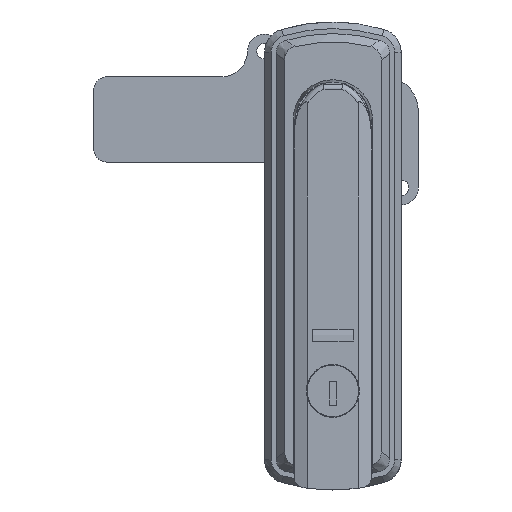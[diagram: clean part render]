
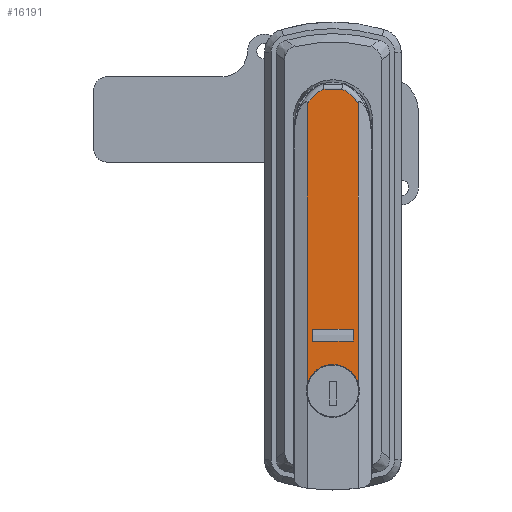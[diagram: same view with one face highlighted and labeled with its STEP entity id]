
A CAD part, top view. The second image highlights one B-rep face of the part: STEP entity #16191.
In plain terms, the highlighted planar face has unit normal (0, 0, 1).
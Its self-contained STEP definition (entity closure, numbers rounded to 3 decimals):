
#111 = ORIENTED_EDGE ( 'NONE', *, *, #6401, .F. ) ;
#302 = CARTESIAN_POINT ( 'NONE',  ( -7.45, 4.565, 5. ) ) ;
#423 = CARTESIAN_POINT ( 'NONE',  ( -6., -64.9, 5. ) ) ;
#694 = LINE ( 'NONE', #12428, #1315 ) ;
#890 = VERTEX_POINT ( 'NONE', #13520 ) ;
#1012 = EDGE_LOOP ( 'NONE', ( #16331, #3723, #12816, #16299, #7485, #19773 ) ) ;
#1121 = CARTESIAN_POINT ( 'NONE',  ( 5.784, 6.721, 5. ) ) ;
#1196 = LINE ( 'NONE', #16114, #12202 ) ;
#1315 = VECTOR ( 'NONE', #7193, 1000. ) ;
#1447 = CARTESIAN_POINT ( 'NONE',  ( 11.25, -108.5, 5. ) ) ;
#1702 = CARTESIAN_POINT ( 'NONE',  ( -5.174, 7.275, 5. ) ) ;
#1807 = CARTESIAN_POINT ( 'NONE',  ( -2.6, 8.832, 5. ) ) ;
#2119 = CARTESIAN_POINT ( 'NONE',  ( -4.524, 7.789, 5. ) ) ;
#2291 = ORIENTED_EDGE ( 'NONE', *, *, #12649, .F. ) ;
#2300 = CARTESIAN_POINT ( 'NONE',  ( 2.6, 8.832, 5. ) ) ;
#2345 = CARTESIAN_POINT ( 'NONE',  ( -7.45, -108.5, 5. ) ) ;
#2833 = DIRECTION ( 'NONE',  ( 0., 0., 1. ) ) ;
#3153 = VERTEX_POINT ( 'NONE', #9393 ) ;
#3723 = ORIENTED_EDGE ( 'NONE', *, *, #6583, .F. ) ;
#3999 = CARTESIAN_POINT ( 'NONE',  ( 4.536, 7.796, 5. ) ) ;
#4128 = ORIENTED_EDGE ( 'NONE', *, *, #5968, .F. ) ;
#4823 = CARTESIAN_POINT ( 'NONE',  ( 7.45, 4.565, 5. ) ) ;
#5176 = DIRECTION ( 'NONE',  ( -1., 0., 0. ) ) ;
#5600 = CARTESIAN_POINT ( 'NONE',  ( 6.844, 5.481, 5. ) ) ;
#5968 = EDGE_CURVE ( 'NONE', #10196, #12091, #1196, .T. ) ;
#6401 = EDGE_CURVE ( 'NONE', #20038, #890, #694, .T. ) ;
#6489 = EDGE_CURVE ( 'NONE', #12011, #20388, #19604, .T. ) ;
#6583 = EDGE_CURVE ( 'NONE', #8897, #3153, #15949, .T. ) ;
#6701 = CARTESIAN_POINT ( 'NONE',  ( -4.962, 7.453, 5. ) ) ;
#6708 = DIRECTION ( 'NONE',  ( 1., 0., 0. ) ) ;
#6758 = AXIS2_PLACEMENT_3D ( 'NONE', #20755, #2833, #19574 ) ;
#7024 = DIRECTION ( 'NONE',  ( 0., 1., 0. ) ) ;
#7193 = DIRECTION ( 'NONE',  ( 0., 1., 0. ) ) ;
#7485 = ORIENTED_EDGE ( 'NONE', *, *, #14871, .T. ) ;
#7520 = DIRECTION ( 'NONE',  ( 0., 0., -1. ) ) ;
#8194 = CARTESIAN_POINT ( 'NONE',  ( -6.189, 6.354, 5. ) ) ;
#8300 = CARTESIAN_POINT ( 'NONE',  ( -4.299, 7.946, 5. ) ) ;
#8827 = VECTOR ( 'NONE', #18860, 1000. ) ;
#8897 = VERTEX_POINT ( 'NONE', #11559 ) ;
#9219 = VERTEX_POINT ( 'NONE', #12909 ) ;
#9347 = FACE_BOUND ( 'NONE', #14194, .T. ) ;
#9393 = CARTESIAN_POINT ( 'NONE',  ( -7.45, -77.365, 5. ) ) ;
#9478 = EDGE_CURVE ( 'NONE', #3153, #14596, #13539, .T. ) ;
#9531 = CARTESIAN_POINT ( 'NONE',  ( -6., -64.9, 5. ) ) ;
#10196 = VERTEX_POINT ( 'NONE', #15130 ) ;
#10310 = VECTOR ( 'NONE', #6708, 1000. ) ;
#10519 = CARTESIAN_POINT ( 'NONE',  ( 3.604, 8.385, 5. ) ) ;
#10629 = CARTESIAN_POINT ( 'NONE',  ( 7.161, 5.033, 5. ) ) ;
#10679 = EDGE_CURVE ( 'NONE', #9219, #14596, #16623, .T. ) ;
#10748 = CARTESIAN_POINT ( 'NONE',  ( -6., -61.5, 5. ) ) ;
#11119 = DIRECTION ( 'NONE',  ( 0., -1., 0. ) ) ;
#11475 = VECTOR ( 'NONE', #5176, 1000. ) ;
#11559 = CARTESIAN_POINT ( 'NONE',  ( 7.45, -77.365, 5. ) ) ;
#11729 = CARTESIAN_POINT ( 'NONE',  ( -3.117, 8.634, 5. ) ) ;
#12011 = VERTEX_POINT ( 'NONE', #4823 ) ;
#12091 = VERTEX_POINT ( 'NONE', #9531 ) ;
#12106 = CARTESIAN_POINT ( 'NONE',  ( 6.156, 6.324, 5. ) ) ;
#12202 = VECTOR ( 'NONE', #11119, 1000. ) ;
#12428 = CARTESIAN_POINT ( 'NONE',  ( 6., -61.5, 5. ) ) ;
#12464 = CARTESIAN_POINT ( 'NONE',  ( 7.45, -108.5, 5. ) ) ;
#12649 = EDGE_CURVE ( 'NONE', #12091, #20038, #13219, .T. ) ;
#12816 = ORIENTED_EDGE ( 'NONE', *, *, #14140, .T. ) ;
#12909 = CARTESIAN_POINT ( 'NONE',  ( -2.6, 8.832, 5. ) ) ;
#13219 = LINE ( 'NONE', #423, #10310 ) ;
#13278 = LINE ( 'NONE', #16682, #11475 ) ;
#13520 = CARTESIAN_POINT ( 'NONE',  ( 6., -61.5, 5. ) ) ;
#13534 = AXIS2_PLACEMENT_3D ( 'NONE', #1447, #7520, #15938 ) ;
#13539 = LINE ( 'NONE', #2345, #20830 ) ;
#13766 = ORIENTED_EDGE ( 'NONE', *, *, #19591, .F. ) ;
#14140 = EDGE_CURVE ( 'NONE', #8897, #12011, #20584, .T. ) ;
#14194 = EDGE_LOOP ( 'NONE', ( #2291, #4128, #13766, #111 ) ) ;
#14240 = FACE_OUTER_BOUND ( 'NONE', #1012, .T. ) ;
#14333 = CARTESIAN_POINT ( 'NONE',  ( 6., -64.9, 5. ) ) ;
#14596 = VERTEX_POINT ( 'NONE', #17141 ) ;
#14801 = CARTESIAN_POINT ( 'NONE',  ( -3.605, 8.385, 5. ) ) ;
#14871 = EDGE_CURVE ( 'NONE', #20388, #9219, #13278, .T. ) ;
#15009 = CARTESIAN_POINT ( 'NONE',  ( -6.87, 5.504, 5. ) ) ;
#15055 = CARTESIAN_POINT ( 'NONE',  ( 2.6, 8.832, 5. ) ) ;
#15130 = CARTESIAN_POINT ( 'NONE',  ( -6., -61.5, 5. ) ) ;
#15610 = CARTESIAN_POINT ( 'NONE',  ( 7.45, 4.565, 5. ) ) ;
#15938 = DIRECTION ( 'NONE',  ( 0., 1., 0. ) ) ;
#15949 = CIRCLE ( 'NONE', #6758, 7.75 ) ;
#16114 = CARTESIAN_POINT ( 'NONE',  ( -6., -61.5, 5. ) ) ;
#16191 = ADVANCED_FACE ( 'NONE', ( #14240, #9347 ), #19370, .F. ) ;
#16299 = ORIENTED_EDGE ( 'NONE', *, *, #6489, .T. ) ;
#16331 = ORIENTED_EDGE ( 'NONE', *, *, #9478, .F. ) ;
#16623 = B_SPLINE_CURVE_WITH_KNOTS ( 'NONE', 3,
 ( #1807, #11729, #14801, #8300, #2119, #6701, #1702, #8194, #15009, #302 ),
 .UNSPECIFIED., .F., .F.,
 ( 4, 2, 2, 2, 4 ),
 ( 0., 0.002, 0.002, 0.003, 0.007 ),
 .UNSPECIFIED. ) ;
#16682 = CARTESIAN_POINT ( 'NONE',  ( 11.25, 8.832, 5. ) ) ;
#16862 = VECTOR ( 'NONE', #18978, 1000. ) ;
#17141 = CARTESIAN_POINT ( 'NONE',  ( -7.45, 4.565, 5. ) ) ;
#17674 = LINE ( 'NONE', #10748, #8827 ) ;
#18838 = CARTESIAN_POINT ( 'NONE',  ( 4.974, 7.457, 5. ) ) ;
#18860 = DIRECTION ( 'NONE',  ( -1., 0., 0. ) ) ;
#18978 = DIRECTION ( 'NONE',  ( 0., 1., 0. ) ) ;
#19051 = CARTESIAN_POINT ( 'NONE',  ( 3.115, 8.635, 5. ) ) ;
#19370 = PLANE ( 'NONE',  #13534 ) ;
#19574 = DIRECTION ( 'NONE',  ( 1., 0., 0. ) ) ;
#19591 = EDGE_CURVE ( 'NONE', #890, #10196, #17674, .T. ) ;
#19604 = B_SPLINE_CURVE_WITH_KNOTS ( 'NONE', 3,
 ( #15610, #10629, #5600, #12106, #1121, #18838, #3999, #10519, #19051, #2300 ),
 .UNSPECIFIED., .F., .F.,
 ( 4, 2, 2, 2, 4 ),
 ( 0., 0.002, 0.003, 0.005, 0.007 ),
 .UNSPECIFIED. ) ;
#19773 = ORIENTED_EDGE ( 'NONE', *, *, #10679, .T. ) ;
#20038 = VERTEX_POINT ( 'NONE', #14333 ) ;
#20388 = VERTEX_POINT ( 'NONE', #15055 ) ;
#20584 = LINE ( 'NONE', #12464, #16862 ) ;
#20755 = CARTESIAN_POINT ( 'NONE',  ( 0., -79.5, 5. ) ) ;
#20830 = VECTOR ( 'NONE', #7024, 1000. ) ;
